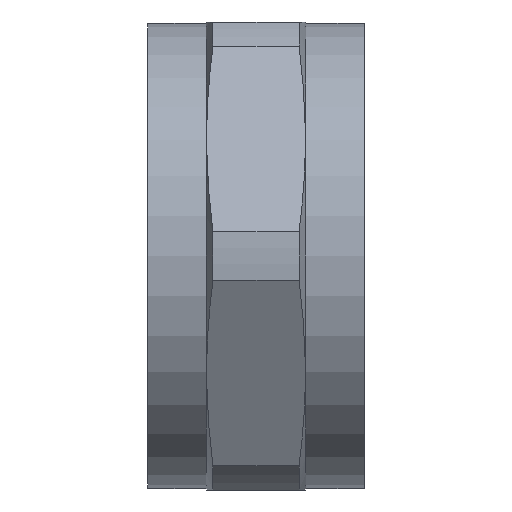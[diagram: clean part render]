
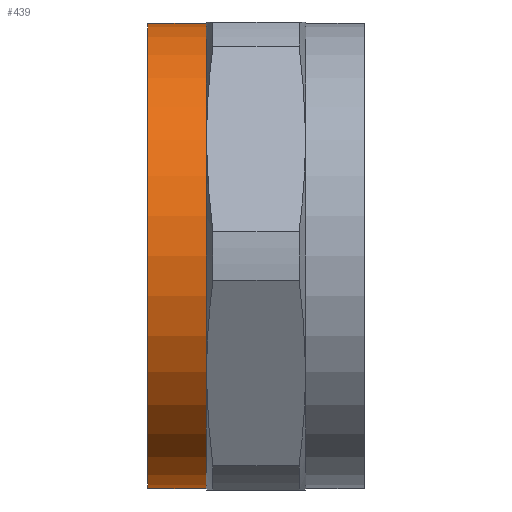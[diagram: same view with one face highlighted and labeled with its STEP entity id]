
A CAD part, front view. The second image highlights one B-rep face of the part: STEP entity #439.
In plain terms, the highlighted cylindrical face has radius 39.75 mm (diameter 79.5 mm), a partial arc.
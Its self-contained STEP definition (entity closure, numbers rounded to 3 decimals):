
#59 = ORIENTED_EDGE ( 'NONE', *, *, #456, .T. ) ;
#97 = ORIENTED_EDGE ( 'NONE', *, *, #614, .F. ) ;
#139 = DIRECTION ( 'NONE',  ( -1., 0., 0. ) ) ;
#252 = VERTEX_POINT ( 'NONE', #804 ) ;
#257 = CARTESIAN_POINT ( 'NONE',  ( 0., 0., -39.75 ) ) ;
#291 = DIRECTION ( 'NONE',  ( -1., 0., 0. ) ) ;
#293 = DIRECTION ( 'NONE',  ( -1., 0., 0. ) ) ;
#296 = DIRECTION ( 'NONE',  ( 0., 0., 1. ) ) ;
#320 = AXIS2_PLACEMENT_3D ( 'NONE', #871, #291, #979 ) ;
#400 = CARTESIAN_POINT ( 'NONE',  ( 10., 0., -39.75 ) ) ;
#410 = DIRECTION ( 'NONE',  ( 0., 0., 1. ) ) ;
#433 = VERTEX_POINT ( 'NONE', #400 ) ;
#439 = ADVANCED_FACE ( 'NONE', ( #927 ), #907, .T. ) ;
#453 = CIRCLE ( 'NONE', #988, 39.75 ) ;
#456 = EDGE_CURVE ( 'NONE', #433, #252, #607, .T. ) ;
#537 = VECTOR ( 'NONE', #1063, 1000. ) ;
#539 = EDGE_CURVE ( 'NONE', #252, #556, #876, .T. ) ;
#556 = VERTEX_POINT ( 'NONE', #842 ) ;
#607 = CIRCLE ( 'NONE', #862, 39.75 ) ;
#614 = EDGE_CURVE ( 'NONE', #433, #677, #1004, .T. ) ;
#627 = ORIENTED_EDGE ( 'NONE', *, *, #986, .F. ) ;
#675 = EDGE_LOOP ( 'NONE', ( #97, #59, #884, #627 ) ) ;
#677 = VERTEX_POINT ( 'NONE', #1284 ) ;
#737 = CARTESIAN_POINT ( 'NONE',  ( 0., 0., 0. ) ) ;
#740 = DIRECTION ( 'NONE',  ( -1., 0., 0. ) ) ;
#804 = CARTESIAN_POINT ( 'NONE',  ( 10., 0., 39.75 ) ) ;
#842 = CARTESIAN_POINT ( 'NONE',  ( 0., 0., 39.75 ) ) ;
#862 = AXIS2_PLACEMENT_3D ( 'NONE', #864, #740, #410 ) ;
#864 = CARTESIAN_POINT ( 'NONE',  ( 10., 0., 0. ) ) ;
#871 = CARTESIAN_POINT ( 'NONE',  ( 0., 0., 0. ) ) ;
#876 = LINE ( 'NONE', #953, #537 ) ;
#884 = ORIENTED_EDGE ( 'NONE', *, *, #539, .T. ) ;
#907 = CYLINDRICAL_SURFACE ( 'NONE', #320, 39.75 ) ;
#920 = VECTOR ( 'NONE', #139, 1000. ) ;
#927 = FACE_OUTER_BOUND ( 'NONE', #675, .T. ) ;
#953 = CARTESIAN_POINT ( 'NONE',  ( 0., 0., 39.75 ) ) ;
#979 = DIRECTION ( 'NONE',  ( 0., 0., 1. ) ) ;
#986 = EDGE_CURVE ( 'NONE', #677, #556, #453, .T. ) ;
#988 = AXIS2_PLACEMENT_3D ( 'NONE', #737, #293, #296 ) ;
#1004 = LINE ( 'NONE', #257, #920 ) ;
#1063 = DIRECTION ( 'NONE',  ( -1., 0., 0. ) ) ;
#1284 = CARTESIAN_POINT ( 'NONE',  ( 0., 0., -39.75 ) ) ;
